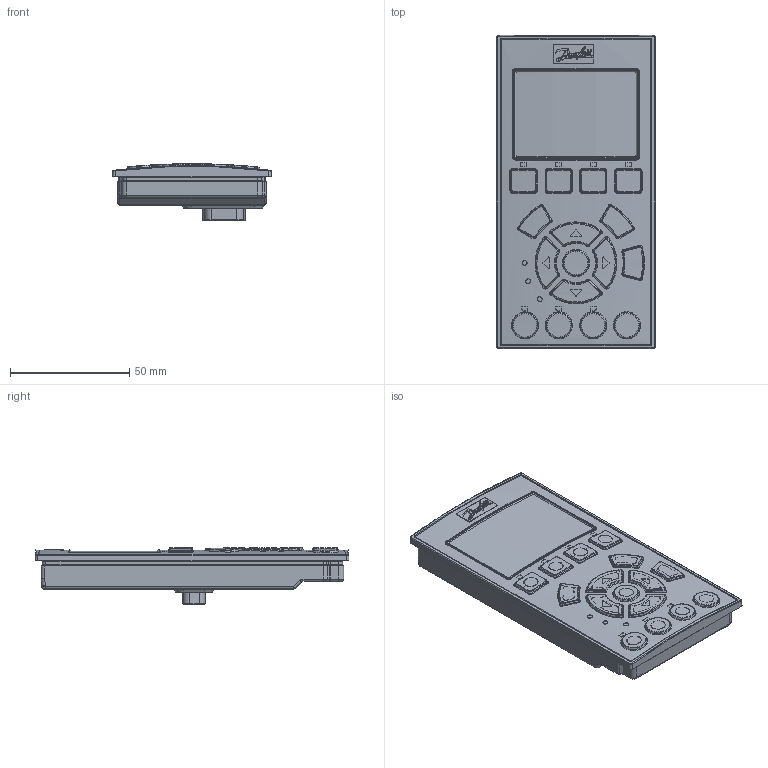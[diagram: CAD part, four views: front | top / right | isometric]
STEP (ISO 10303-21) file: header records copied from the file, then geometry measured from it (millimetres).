
FILE_DESCRIPTION((''),'2;1');
FILE_NAME('FC-GLCP-130B4630','2007-08-16T',('janardhan.mankala'),('dan Drives A/S'),'PRO/ENGINEER BY PARAMETRIC TECHNOLOGY CORPORATION, 2006200','PRO/ENGINEER BY PARAMETRIC TECHNOLOGY CORPORATION, 2006200','');
FILE_SCHEMA(('CONFIG_CONTROL_DESIGN', 'GEOMETRIC_VALIDATION_PROPERTIES_MIM'));
Products named in the file (1): FC-GLCP-130B4630
Bounding box: 66.6 x 131.5 x 23.74 mm (x, y, z)
Volume: 104138.5 mm3; surface area: 60583.2 mm2
Topology: 2 solids, 4 shells, 2253 faces, 5610 edges, 3478 vertices
Faces by surface type: bspline 740, cylinder 713, plane 630, torus 71, extrusion 54, cone 28, sphere 17
Entity records: 196814 total; most frequent: CARTESIAN_POINT 117207, ORIENTED_EDGE 11220, DIRECTION 7635, PRESENTATION_STYLE_ASSIGNMENT 7376, STYLED_ITEM 5659, CURVE_STYLE 5610, EDGE_CURVE 5610, VERTEX_POINT 3478
